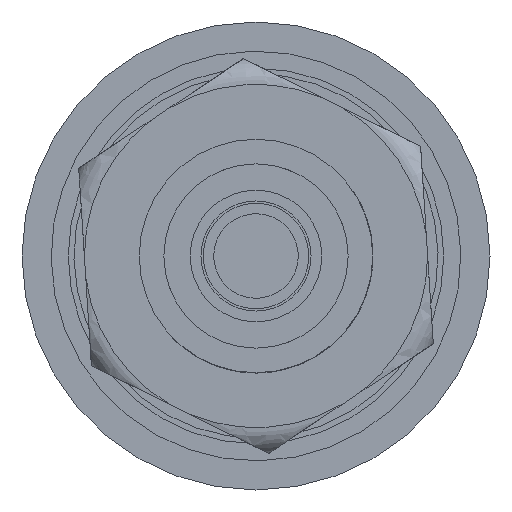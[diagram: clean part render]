
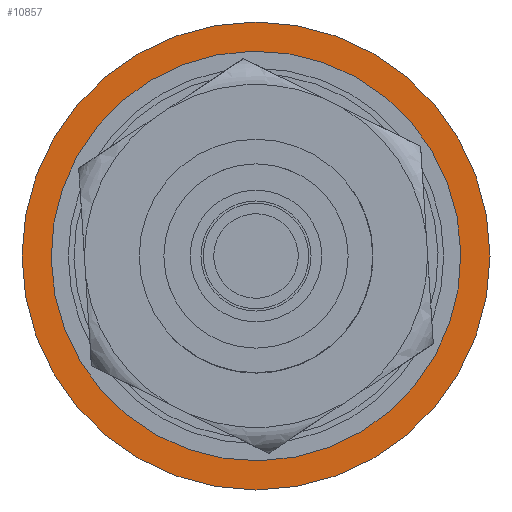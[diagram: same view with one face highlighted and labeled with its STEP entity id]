
A CAD part, front view. The second image highlights one B-rep face of the part: STEP entity #10857.
In plain terms, the highlighted planar face has unit normal (0, -1, 0).
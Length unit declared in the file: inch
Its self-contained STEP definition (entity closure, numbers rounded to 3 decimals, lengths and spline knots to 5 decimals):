
#144 = DIRECTION ( 'NONE',  ( 0., 0., 1. ) ) ;
#761 = DIRECTION ( 'NONE',  ( 0., 0., 1. ) ) ;
#927 = VERTEX_POINT ( 'NONE', #12406 ) ;
#1904 = CARTESIAN_POINT ( 'NONE',  ( 1.05682, -0.235, 1.418 ) ) ;
#2465 = EDGE_LOOP ( 'NONE', ( #12907 ) ) ;
#2666 = DIRECTION ( 'NONE',  ( 0., 0., 1. ) ) ;
#4126 = DIRECTION ( 'NONE',  ( 0., -1., 0. ) ) ;
#6501 = AXIS2_PLACEMENT_3D ( 'NONE', #18273, #8640, #2666 ) ;
#6524 = CARTESIAN_POINT ( 'NONE',  ( 1.05682, -0.235, 2.286 ) ) ;
#6583 = CARTESIAN_POINT ( 'NONE',  ( 1.05682, -0.235, 1.418 ) ) ;
#7776 = VERTEX_POINT ( 'NONE', #6524 ) ;
#8640 = DIRECTION ( 'NONE',  ( 0., -1., 0. ) ) ;
#9729 = ORIENTED_EDGE ( 'NONE', *, *, #25300, .T. ) ;
#9994 = CIRCLE ( 'NONE', #6501, 0.99725 ) ;
#10490 = DIRECTION ( 'NONE',  ( 0., -1., 0. ) ) ;
#10857 = ADVANCED_FACE ( 'NONE', ( #25721, #25430 ), #22395, .T. ) ;
#12406 = CARTESIAN_POINT ( 'NONE',  ( 1.05682, -0.235, 2.41525 ) ) ;
#12907 = ORIENTED_EDGE ( 'NONE', *, *, #20707, .F. ) ;
#13700 = AXIS2_PLACEMENT_3D ( 'NONE', #1904, #4126, #144 ) ;
#14055 = EDGE_LOOP ( 'NONE', ( #9729 ) ) ;
#16787 = CIRCLE ( 'NONE', #13700, 0.868 ) ;
#18273 = CARTESIAN_POINT ( 'NONE',  ( 1.05682, -0.235, 1.418 ) ) ;
#20707 = EDGE_CURVE ( 'NONE', #7776, #7776, #16787, .T. ) ;
#22395 = PLANE ( 'NONE',  #25257 ) ;
#25257 = AXIS2_PLACEMENT_3D ( 'NONE', #6583, #10490, #761 ) ;
#25300 = EDGE_CURVE ( 'NONE', #927, #927, #9994, .T. ) ;
#25430 = FACE_OUTER_BOUND ( 'NONE', #14055, .T. ) ;
#25721 = FACE_BOUND ( 'NONE', #2465, .T. ) ;
